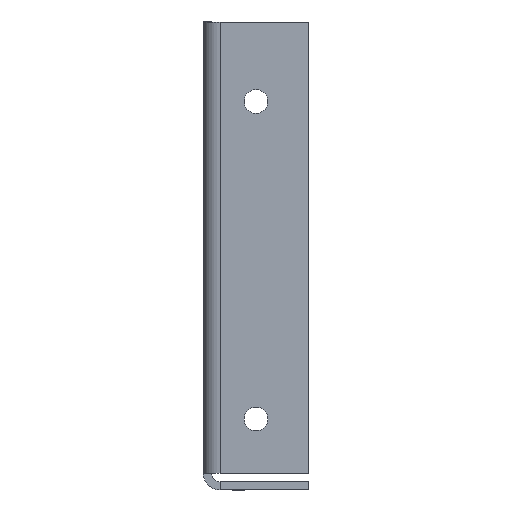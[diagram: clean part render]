
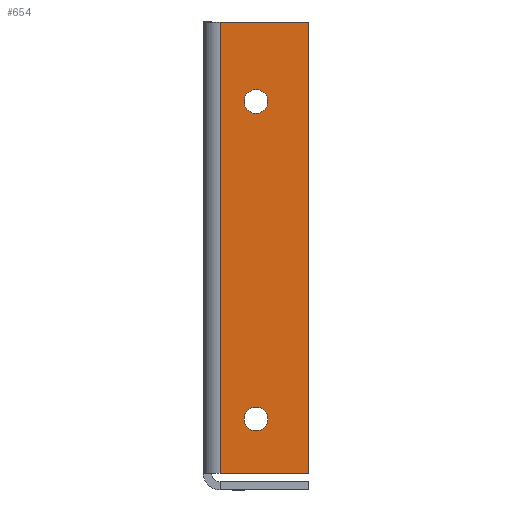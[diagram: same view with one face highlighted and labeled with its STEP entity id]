
A CAD part, left-side view. The second image highlights one B-rep face of the part: STEP entity #654.
In plain terms, the highlighted planar face has unit normal (-1, 0, 0).
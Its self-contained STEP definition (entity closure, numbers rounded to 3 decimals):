
#39=PLANE('',#721);
#88=LINE('',#1058,#148);
#93=LINE('',#1069,#153);
#98=LINE('',#1083,#158);
#100=LINE('',#1086,#160);
#148=VECTOR('',#873,85.575);
#153=VECTOR('',#884,16.825);
#158=VECTOR('',#901,16.825);
#160=VECTOR('',#905,85.575);
#183=FACE_BOUND('',#272,.T.);
#184=FACE_BOUND('',#273,.T.);
#185=FACE_BOUND('',#274,.T.);
#272=EDGE_LOOP('',(#584));
#273=EDGE_LOOP('',(#585));
#274=EDGE_LOOP('',(#586,#587,#588,#589));
#278=CIRCLE('',#662,2.25);
#282=CIRCLE('',#668,2.25);
#302=VERTEX_POINT('',#917);
#306=VERTEX_POINT('',#927);
#346=VERTEX_POINT('',#1056);
#347=VERTEX_POINT('',#1057);
#350=VERTEX_POINT('',#1067);
#353=VERTEX_POINT('',#1082);
#354=EDGE_CURVE('',#302,#302,#278,.T.);
#358=EDGE_CURVE('',#306,#306,#282,.T.);
#420=EDGE_CURVE('',#346,#347,#88,.T.);
#427=EDGE_CURVE('',#350,#347,#93,.T.);
#434=EDGE_CURVE('',#346,#353,#98,.T.);
#436=EDGE_CURVE('',#353,#350,#100,.T.);
#584=ORIENTED_EDGE('',*,*,#354,.T.);
#585=ORIENTED_EDGE('',*,*,#358,.T.);
#586=ORIENTED_EDGE('',*,*,#420,.T.);
#587=ORIENTED_EDGE('',*,*,#427,.F.);
#588=ORIENTED_EDGE('',*,*,#436,.F.);
#589=ORIENTED_EDGE('',*,*,#434,.F.);
#654=ADVANCED_FACE('',(#183,#184,#185),#39,.T.);
#662=AXIS2_PLACEMENT_3D('',#918,#729,#730);
#668=AXIS2_PLACEMENT_3D('',#928,#741,#742);
#721=AXIS2_PLACEMENT_3D('',#1087,#906,#907);
#729=DIRECTION('center_axis',(1.,0.,0.));
#730=DIRECTION('ref_axis',(0.,0.,1.));
#741=DIRECTION('center_axis',(1.,0.,0.));
#742=DIRECTION('ref_axis',(0.,0.,1.));
#873=DIRECTION('',(0.,0.,-1.));
#884=DIRECTION('',(0.,1.,0.));
#901=DIRECTION('',(0.,-1.,0.));
#905=DIRECTION('',(0.,0.,-1.));
#906=DIRECTION('center_axis',(-1.,0.,0.));
#907=DIRECTION('ref_axis',(0.,0.,1.));
#917=CARTESIAN_POINT('',(-128.65,-8.413,25.481));
#918=CARTESIAN_POINT('Origin',(-128.65,-8.413,27.731));
#927=CARTESIAN_POINT('',(-128.65,-8.413,-34.744));
#928=CARTESIAN_POINT('Origin',(-128.65,-8.413,-32.494));
#1056=CARTESIAN_POINT('',(-128.65,-1.587,42.788));
#1057=CARTESIAN_POINT('',(-128.65,-1.587,-42.788));
#1058=CARTESIAN_POINT('',(-128.65,-1.587,0.));
#1067=CARTESIAN_POINT('',(-128.65,-18.413,-42.788));
#1069=CARTESIAN_POINT('',(-128.65,5.594,-42.788));
#1082=CARTESIAN_POINT('',(-128.65,-18.413,42.788));
#1083=CARTESIAN_POINT('',(-128.65,-1.587,42.788));
#1086=CARTESIAN_POINT('',(-128.65,-18.413,42.788));
#1087=CARTESIAN_POINT('Origin',(-128.65,-8.205,0.));
